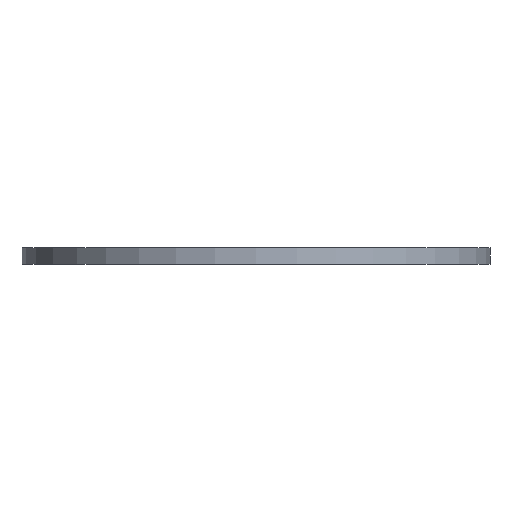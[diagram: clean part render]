
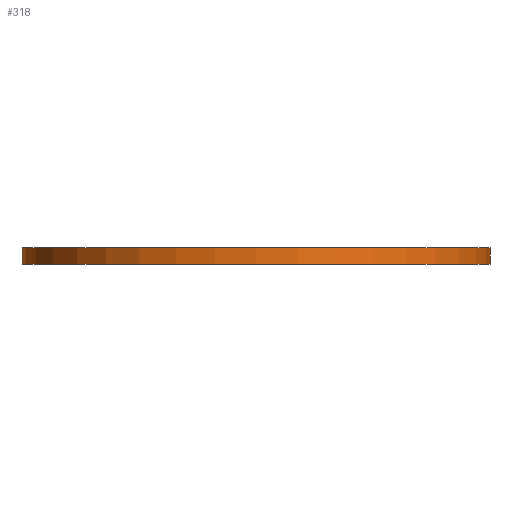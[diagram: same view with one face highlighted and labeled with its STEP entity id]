
A CAD part, front view. The second image highlights one B-rep face of the part: STEP entity #318.
In plain terms, the highlighted cylindrical face has radius 42.608 mm (diameter 85.217 mm), a full revolution.
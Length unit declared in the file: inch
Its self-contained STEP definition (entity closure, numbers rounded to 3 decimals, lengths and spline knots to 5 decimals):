
#8 = DIRECTION ( 'NONE',  ( -1., 0., 0. ) ) ;
#21 = DIRECTION ( 'NONE',  ( 0., 0., -1. ) ) ;
#83 = VERTEX_POINT ( 'NONE', #682 ) ;
#93 = CARTESIAN_POINT ( 'NONE',  ( 0., 0., 0.0595 ) ) ;
#180 = CARTESIAN_POINT ( 'NONE',  ( 0., 0., -0.0595 ) ) ;
#220 = EDGE_CURVE ( 'NONE', #815, #815, #950, .T. ) ;
#302 = ORIENTED_EDGE ( 'NONE', *, *, #878, .T. ) ;
#318 = ADVANCED_FACE ( 'NONE', ( #855, #470 ), #632, .T. ) ;
#339 = AXIS2_PLACEMENT_3D ( 'NONE', #180, #957, #426 ) ;
#358 = CARTESIAN_POINT ( 'NONE',  ( 1.6775, 0., 0.0595 ) ) ;
#388 = AXIS2_PLACEMENT_3D ( 'NONE', #93, #21, #8 ) ;
#426 = DIRECTION ( 'NONE',  ( 1., 0., 0. ) ) ;
#470 = FACE_OUTER_BOUND ( 'NONE', #986, .T. ) ;
#514 = AXIS2_PLACEMENT_3D ( 'NONE', #525, #553, #775 ) ;
#525 = CARTESIAN_POINT ( 'NONE',  ( 0., 0., 0.0595 ) ) ;
#553 = DIRECTION ( 'NONE',  ( 0., 0., 1. ) ) ;
#574 = EDGE_LOOP ( 'NONE', ( #940 ) ) ;
#632 = CYLINDRICAL_SURFACE ( 'NONE', #388, 1.6775 ) ;
#682 = CARTESIAN_POINT ( 'NONE',  ( 1.6775, 0., -0.0595 ) ) ;
#775 = DIRECTION ( 'NONE',  ( 1., 0., 0. ) ) ;
#815 = VERTEX_POINT ( 'NONE', #358 ) ;
#855 = FACE_OUTER_BOUND ( 'NONE', #574, .T. ) ;
#873 = CIRCLE ( 'NONE', #339, 1.6775 ) ;
#878 = EDGE_CURVE ( 'NONE', #83, #83, #873, .T. ) ;
#940 = ORIENTED_EDGE ( 'NONE', *, *, #220, .F. ) ;
#950 = CIRCLE ( 'NONE', #514, 1.6775 ) ;
#957 = DIRECTION ( 'NONE',  ( 0., 0., 1. ) ) ;
#986 = EDGE_LOOP ( 'NONE', ( #302 ) ) ;
